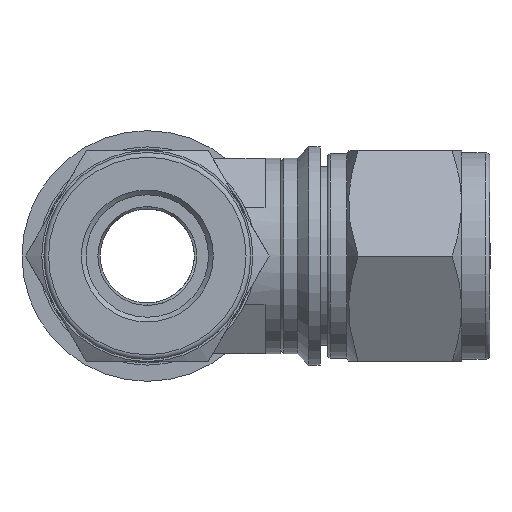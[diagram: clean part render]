
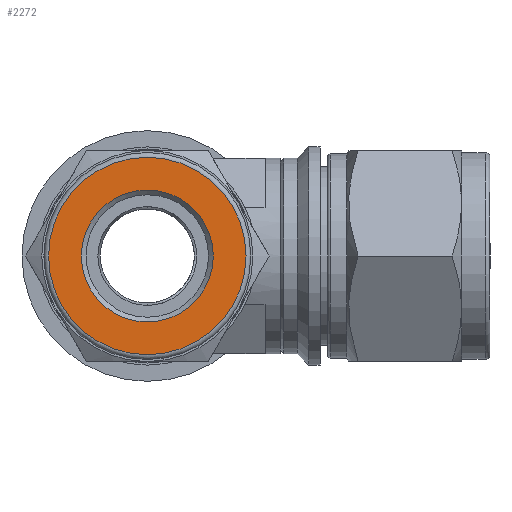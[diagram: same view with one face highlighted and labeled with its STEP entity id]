
A CAD part, left-side view. The second image highlights one B-rep face of the part: STEP entity #2272.
In plain terms, the highlighted planar face has unit normal (-1, 0, 0).
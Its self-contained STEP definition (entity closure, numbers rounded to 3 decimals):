
#79=FACE_BOUND('',#470,.T.);
#144=CIRCLE('',#2491,6.95);
#145=CIRCLE('',#2493,10.4);
#313=FACE_OUTER_BOUND('',#469,.T.);
#469=EDGE_LOOP('',(#1723));
#470=EDGE_LOOP('',(#1724));
#1002=VERTEX_POINT('',#3719);
#1003=VERTEX_POINT('',#3723);
#1264=EDGE_CURVE('',#1002,#1002,#144,.T.);
#1265=EDGE_CURVE('',#1003,#1003,#145,.T.);
#1723=ORIENTED_EDGE('',*,*,#1265,.F.);
#1724=ORIENTED_EDGE('',*,*,#1264,.T.);
#2170=PLANE('',#2492);
#2272=ADVANCED_FACE('',(#313,#79),#2170,.T.);
#2491=AXIS2_PLACEMENT_3D('',#3721,#2930,#2931);
#2492=AXIS2_PLACEMENT_3D('',#3722,#2932,#2933);
#2493=AXIS2_PLACEMENT_3D('',#3724,#2934,#2935);
#2930=DIRECTION('center_axis',(1.,0.,0.));
#2931=DIRECTION('ref_axis',(0.,0.,-1.));
#2932=DIRECTION('center_axis',(-1.,0.,0.));
#2933=DIRECTION('ref_axis',(0.,0.,1.));
#2934=DIRECTION('center_axis',(1.,0.,0.));
#2935=DIRECTION('ref_axis',(0.,0.,-1.));
#3719=CARTESIAN_POINT('',(-36.101,-6.95,0.));
#3721=CARTESIAN_POINT('Origin',(-36.101,0.,
0.));
#3722=CARTESIAN_POINT('Origin',(-36.101,10.4,0.));
#3723=CARTESIAN_POINT('',(-36.101,0.,10.4));
#3724=CARTESIAN_POINT('Origin',(-36.101,0.,
0.));
